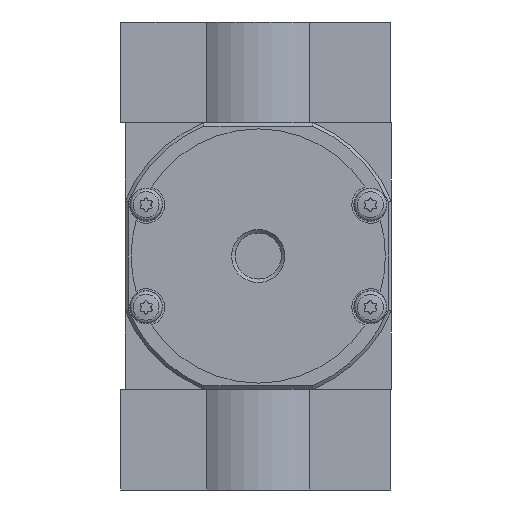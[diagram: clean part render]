
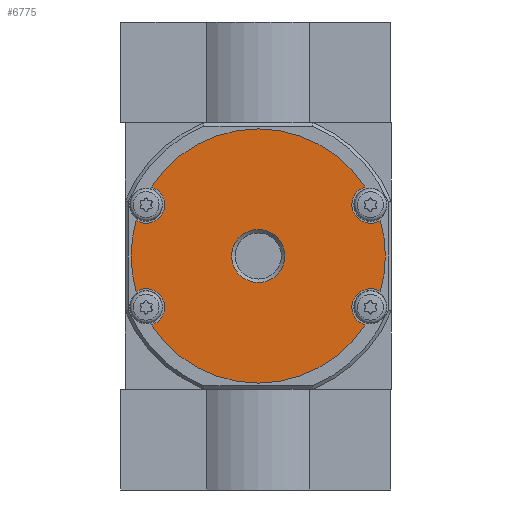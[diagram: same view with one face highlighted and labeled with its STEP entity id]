
A CAD part, front view. The second image highlights one B-rep face of the part: STEP entity #6775.
In plain terms, the highlighted planar face has unit normal (0, -1, 0).
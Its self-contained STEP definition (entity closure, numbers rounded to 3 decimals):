
#998=PLANE('',#7417);
#1413=CIRCLE('',#7402,4.6);
#1414=CIRCLE('',#7404,31.5);
#1415=CIRCLE('',#7406,4.6);
#1416=CIRCLE('',#7408,31.5);
#1417=CIRCLE('',#7410,4.6);
#1418=CIRCLE('',#7412,31.5);
#1419=CIRCLE('',#7414,4.6);
#1420=CIRCLE('',#7416,31.5);
#1421=CIRCLE('',#7418,6.579);
#2236=ORIENTED_EDGE('',*,*,#3915,.F.);
#2237=ORIENTED_EDGE('',*,*,#3900,.T.);
#2238=ORIENTED_EDGE('',*,*,#3903,.F.);
#2239=ORIENTED_EDGE('',*,*,#3905,.T.);
#2240=ORIENTED_EDGE('',*,*,#3907,.F.);
#2241=ORIENTED_EDGE('',*,*,#3909,.T.);
#2242=ORIENTED_EDGE('',*,*,#3911,.F.);
#2243=ORIENTED_EDGE('',*,*,#3913,.T.);
#2244=ORIENTED_EDGE('',*,*,#3914,.F.);
#3900=EDGE_CURVE('',#4769,#4768,#1413,.T.);
#3903=EDGE_CURVE('',#4770,#4768,#1414,.T.);
#3905=EDGE_CURVE('',#4770,#4771,#1415,.T.);
#3907=EDGE_CURVE('',#4772,#4771,#1416,.T.);
#3909=EDGE_CURVE('',#4772,#4773,#1417,.T.);
#3911=EDGE_CURVE('',#4774,#4773,#1418,.T.);
#3913=EDGE_CURVE('',#4774,#4775,#1419,.T.);
#3914=EDGE_CURVE('',#4769,#4775,#1420,.T.);
#3915=EDGE_CURVE('',#4776,#4776,#1421,.T.);
#4768=VERTEX_POINT('',#11116);
#4769=VERTEX_POINT('',#11118);
#4770=VERTEX_POINT('',#11122);
#4771=VERTEX_POINT('',#11126);
#4772=VERTEX_POINT('',#11130);
#4773=VERTEX_POINT('',#11134);
#4774=VERTEX_POINT('',#11138);
#4775=VERTEX_POINT('',#11142);
#4776=VERTEX_POINT('',#11148);
#5505=EDGE_LOOP('',(#2236));
#5506=EDGE_LOOP('',(#2237,#2238,#2239,#2240,#2241,#2242,#2243,#2244));
#6145=FACE_BOUND('',#5505,.T.);
#6146=FACE_BOUND('',#5506,.T.);
#6775=ADVANCED_FACE('',(#6145,#6146),#998,.F.);
#7402=AXIS2_PLACEMENT_3D('',#11117,#8567,#8568);
#7404=AXIS2_PLACEMENT_3D('',#11123,#8573,#8574);
#7406=AXIS2_PLACEMENT_3D('',#11127,#8578,#8579);
#7408=AXIS2_PLACEMENT_3D('',#11131,#8583,#8584);
#7410=AXIS2_PLACEMENT_3D('',#11135,#8588,#8589);
#7412=AXIS2_PLACEMENT_3D('',#11139,#8593,#8594);
#7414=AXIS2_PLACEMENT_3D('',#11143,#8598,#8599);
#7416=AXIS2_PLACEMENT_3D('',#11145,#8602,#8603);
#7417=AXIS2_PLACEMENT_3D('',#11146,#8604,#8605);
#7418=AXIS2_PLACEMENT_3D('',#11147,#8606,#8607);
#8567=DIRECTION('',(0.,1.,0.));
#8568=DIRECTION('',(1.,0.,0.));
#8573=DIRECTION('',(0.,1.,0.));
#8574=DIRECTION('',(1.,0.,0.));
#8578=DIRECTION('',(0.,1.,0.));
#8579=DIRECTION('',(1.,0.,0.));
#8583=DIRECTION('',(0.,1.,0.));
#8584=DIRECTION('',(1.,0.,0.));
#8588=DIRECTION('',(0.,1.,0.));
#8589=DIRECTION('',(1.,0.,0.));
#8593=DIRECTION('',(0.,1.,0.));
#8594=DIRECTION('',(1.,0.,0.));
#8598=DIRECTION('',(0.,1.,0.));
#8599=DIRECTION('',(1.,0.,0.));
#8602=DIRECTION('',(0.,1.,0.));
#8603=DIRECTION('',(1.,0.,0.));
#8604=DIRECTION('',(0.,1.,0.));
#8605=DIRECTION('',(0.,0.,1.));
#8606=DIRECTION('',(0.,-1.,0.));
#8607=DIRECTION('',(0.,0.,-1.));
#11116=CARTESIAN_POINT('',(-26.455,-35.,-17.099));
#11117=CARTESIAN_POINT('',(-27.8,-35.,-12.7));
#11118=CARTESIAN_POINT('',(-30.245,-35.,-8.803));
#11122=CARTESIAN_POINT('',(26.455,-35.,-17.099));
#11123=CARTESIAN_POINT('',(0.,-35.,0.));
#11126=CARTESIAN_POINT('',(30.245,-35.,-8.803));
#11127=CARTESIAN_POINT('',(27.8,-35.,-12.7));
#11130=CARTESIAN_POINT('',(30.245,-35.,8.803));
#11131=CARTESIAN_POINT('',(0.,-35.,0.));
#11134=CARTESIAN_POINT('',(26.455,-35.,17.099));
#11135=CARTESIAN_POINT('',(27.8,-35.,12.7));
#11138=CARTESIAN_POINT('',(-26.455,-35.,17.099));
#11139=CARTESIAN_POINT('',(0.,-35.,0.));
#11142=CARTESIAN_POINT('',(-30.245,-35.,8.803));
#11143=CARTESIAN_POINT('',(-27.8,-35.,12.7));
#11145=CARTESIAN_POINT('',(0.,-35.,0.));
#11146=CARTESIAN_POINT('',(-13.9,-35.,-6.35));
#11147=CARTESIAN_POINT('',(0.,-35.,0.));
#11148=CARTESIAN_POINT('',(0.,-35.,-6.579));
